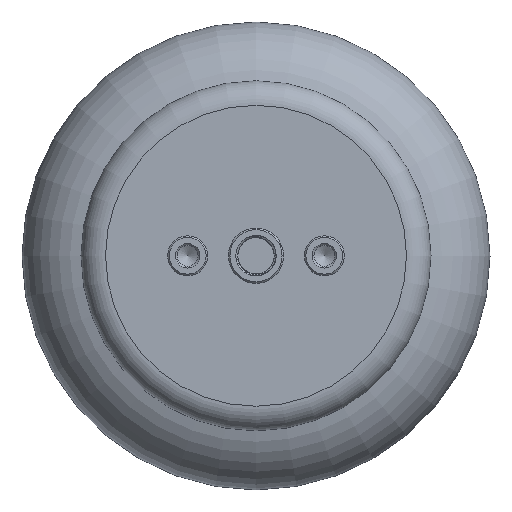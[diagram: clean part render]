
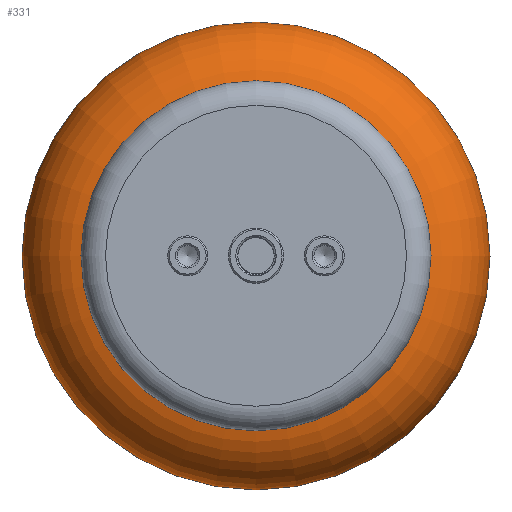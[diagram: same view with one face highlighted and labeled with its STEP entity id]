
A CAD part, top view. The second image highlights one B-rep face of the part: STEP entity #331.
In plain terms, the highlighted toroidal (fillet/blend) face has major radius 52.05 mm and minor radius 24.2 mm.
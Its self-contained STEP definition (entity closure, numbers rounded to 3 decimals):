
#263=TOROIDAL_SURFACE('',#1334,52.05,24.2);
#331=ADVANCED_FACE('',(#487,#488),#263,.T.);
#487=FACE_BOUND('',#667,.T.);
#488=FACE_BOUND('',#668,.T.);
#667=EDGE_LOOP('',(#863));
#668=EDGE_LOOP('',(#864));
#863=ORIENTED_EDGE('',*,*,#1104,.F.);
#864=ORIENTED_EDGE('',*,*,#1105,.F.);
#1000=VERTEX_POINT('',#3796);
#1001=VERTEX_POINT('',#3799);
#1104=EDGE_CURVE('',#1000,#1000,#1194,.T.);
#1105=EDGE_CURVE('',#1001,#1001,#1195,.T.);
#1194=CIRCLE('',#1331,52.741);
#1195=CIRCLE('',#1333,52.741);
#1331=AXIS2_PLACEMENT_3D('',#3795,#1612,#1613);
#1333=AXIS2_PLACEMENT_3D('',#3798,#1616,#1617);
#1334=AXIS2_PLACEMENT_3D('',#3800,#1618,#1619);
#1612=DIRECTION('',(0.,0.,-1.));
#1613=DIRECTION('',(-1.,0.,0.));
#1616=DIRECTION('',(0.,0.,1.));
#1617=DIRECTION('',(-1.,0.,0.));
#1618=DIRECTION('',(0.,0.,-1.));
#1619=DIRECTION('',(-1.,0.,0.));
#3795=CARTESIAN_POINT('',(0.,0.,18.995));
#3796=CARTESIAN_POINT('',(-52.741,0.,18.995));
#3798=CARTESIAN_POINT('',(0.,0.,67.375));
#3799=CARTESIAN_POINT('',(-52.741,0.,67.375));
#3800=CARTESIAN_POINT('',(0.,0.,43.185));
